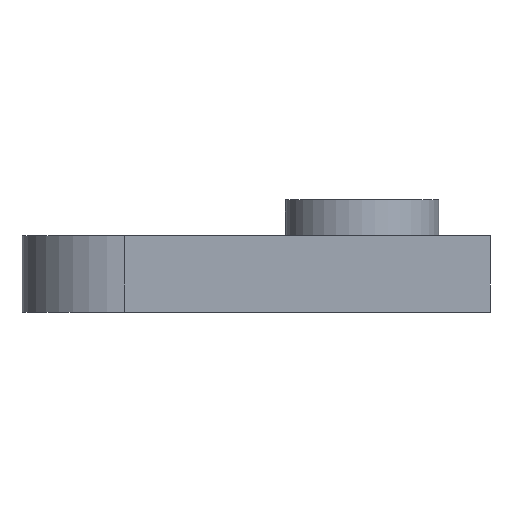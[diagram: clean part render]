
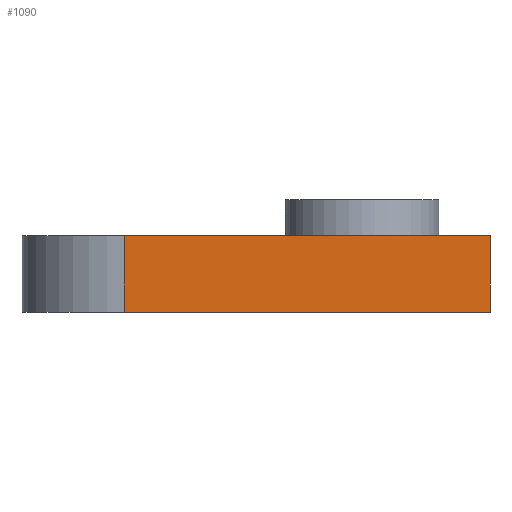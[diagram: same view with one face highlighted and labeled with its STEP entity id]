
A CAD part, front view. The second image highlights one B-rep face of the part: STEP entity #1090.
In plain terms, the highlighted planar face has unit normal (0, -1, 0).
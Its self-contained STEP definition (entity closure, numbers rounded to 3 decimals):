
#32 = PLANE('',#33);
#33 = AXIS2_PLACEMENT_3D('',#34,#35,#36);
#34 = CARTESIAN_POINT('',(0.,0.,15.));
#35 = DIRECTION('',(0.,0.,1.));
#36 = DIRECTION('',(1.,0.,0.));
#114 = VERTEX_POINT('',#115);
#115 = CARTESIAN_POINT('',(20.,0.,15.));
#130 = CYLINDRICAL_SURFACE('',#131,20.);
#131 = AXIS2_PLACEMENT_3D('',#132,#133,#134);
#132 = CARTESIAN_POINT('',(20.,20.,0.));
#133 = DIRECTION('',(0.,0.,1.));
#134 = DIRECTION('',(-1.,0.,0.));
#142 = EDGE_CURVE('',#114,#143,#145,.T.);
#143 = VERTEX_POINT('',#144);
#144 = CARTESIAN_POINT('',(91.5,0.,15.));
#145 = SURFACE_CURVE('',#146,(#150,#157),.PCURVE_S1.);
#146 = LINE('',#147,#148);
#147 = CARTESIAN_POINT('',(0.,0.,15.));
#148 = VECTOR('',#149,1.);
#149 = DIRECTION('',(1.,0.,0.));
#150 = PCURVE('',#32,#151);
#151 = DEFINITIONAL_REPRESENTATION('',(#152),#156);
#152 = LINE('',#153,#154);
#153 = CARTESIAN_POINT('',(0.,0.));
#154 = VECTOR('',#155,1.);
#155 = DIRECTION('',(1.,0.));
#156 = ( GEOMETRIC_REPRESENTATION_CONTEXT(2) 
PARAMETRIC_REPRESENTATION_CONTEXT() REPRESENTATION_CONTEXT('2D SPACE',''
  ) );
#157 = PCURVE('',#158,#163);
#158 = PLANE('',#159);
#159 = AXIS2_PLACEMENT_3D('',#160,#161,#162);
#160 = CARTESIAN_POINT('',(0.,0.,0.));
#161 = DIRECTION('',(0.,1.,0.));
#162 = DIRECTION('',(0.,0.,1.));
#163 = DEFINITIONAL_REPRESENTATION('',(#164),#168);
#164 = LINE('',#165,#166);
#165 = CARTESIAN_POINT('',(15.,0.));
#166 = VECTOR('',#167,1.);
#167 = DIRECTION('',(0.,1.));
#168 = ( GEOMETRIC_REPRESENTATION_CONTEXT(2) 
PARAMETRIC_REPRESENTATION_CONTEXT() REPRESENTATION_CONTEXT('2D SPACE',''
  ) );
#186 = PLANE('',#187);
#187 = AXIS2_PLACEMENT_3D('',#188,#189,#190);
#188 = CARTESIAN_POINT('',(91.5,0.,0.));
#189 = DIRECTION('',(1.,0.,0.));
#190 = DIRECTION('',(0.,0.,1.));
#739 = PLANE('',#740);
#740 = AXIS2_PLACEMENT_3D('',#741,#742,#743);
#741 = CARTESIAN_POINT('',(0.,0.,0.));
#742 = DIRECTION('',(0.,0.,1.));
#743 = DIRECTION('',(1.,0.,0.));
#996 = VERTEX_POINT('',#997);
#997 = CARTESIAN_POINT('',(20.,0.,0.));
#1019 = EDGE_CURVE('',#996,#114,#1020,.T.);
#1020 = SURFACE_CURVE('',#1021,(#1025,#1032),.PCURVE_S1.);
#1021 = LINE('',#1022,#1023);
#1022 = CARTESIAN_POINT('',(20.,0.,0.));
#1023 = VECTOR('',#1024,1.);
#1024 = DIRECTION('',(0.,0.,1.));
#1025 = PCURVE('',#130,#1026);
#1026 = DEFINITIONAL_REPRESENTATION('',(#1027),#1031);
#1027 = LINE('',#1028,#1029);
#1028 = CARTESIAN_POINT('',(1.571,0.));
#1029 = VECTOR('',#1030,1.);
#1030 = DIRECTION('',(0.,1.));
#1031 = ( GEOMETRIC_REPRESENTATION_CONTEXT(2) 
PARAMETRIC_REPRESENTATION_CONTEXT() REPRESENTATION_CONTEXT('2D SPACE',''
  ) );
#1032 = PCURVE('',#158,#1033);
#1033 = DEFINITIONAL_REPRESENTATION('',(#1034),#1038);
#1034 = LINE('',#1035,#1036);
#1035 = CARTESIAN_POINT('',(0.,20.));
#1036 = VECTOR('',#1037,1.);
#1037 = DIRECTION('',(1.,0.));
#1038 = ( GEOMETRIC_REPRESENTATION_CONTEXT(2) 
PARAMETRIC_REPRESENTATION_CONTEXT() REPRESENTATION_CONTEXT('2D SPACE',''
  ) );
#1090 = ADVANCED_FACE('',(#1091),#158,.F.);
#1091 = FACE_BOUND('',#1092,.F.);
#1092 = EDGE_LOOP('',(#1093,#1116,#1117,#1118));
#1093 = ORIENTED_EDGE('',*,*,#1094,.F.);
#1094 = EDGE_CURVE('',#996,#1095,#1097,.T.);
#1095 = VERTEX_POINT('',#1096);
#1096 = CARTESIAN_POINT('',(91.5,0.,0.));
#1097 = SURFACE_CURVE('',#1098,(#1102,#1109),.PCURVE_S1.);
#1098 = LINE('',#1099,#1100);
#1099 = CARTESIAN_POINT('',(0.,0.,0.));
#1100 = VECTOR('',#1101,1.);
#1101 = DIRECTION('',(1.,0.,0.));
#1102 = PCURVE('',#158,#1103);
#1103 = DEFINITIONAL_REPRESENTATION('',(#1104),#1108);
#1104 = LINE('',#1105,#1106);
#1105 = CARTESIAN_POINT('',(0.,0.));
#1106 = VECTOR('',#1107,1.);
#1107 = DIRECTION('',(0.,1.));
#1108 = ( GEOMETRIC_REPRESENTATION_CONTEXT(2) 
PARAMETRIC_REPRESENTATION_CONTEXT() REPRESENTATION_CONTEXT('2D SPACE',''
  ) );
#1109 = PCURVE('',#739,#1110);
#1110 = DEFINITIONAL_REPRESENTATION('',(#1111),#1115);
#1111 = LINE('',#1112,#1113);
#1112 = CARTESIAN_POINT('',(0.,0.));
#1113 = VECTOR('',#1114,1.);
#1114 = DIRECTION('',(1.,0.));
#1115 = ( GEOMETRIC_REPRESENTATION_CONTEXT(2) 
PARAMETRIC_REPRESENTATION_CONTEXT() REPRESENTATION_CONTEXT('2D SPACE',''
  ) );
#1116 = ORIENTED_EDGE('',*,*,#1019,.T.);
#1117 = ORIENTED_EDGE('',*,*,#142,.T.);
#1118 = ORIENTED_EDGE('',*,*,#1119,.F.);
#1119 = EDGE_CURVE('',#1095,#143,#1120,.T.);
#1120 = SURFACE_CURVE('',#1121,(#1125,#1132),.PCURVE_S1.);
#1121 = LINE('',#1122,#1123);
#1122 = CARTESIAN_POINT('',(91.5,0.,0.));
#1123 = VECTOR('',#1124,1.);
#1124 = DIRECTION('',(0.,0.,1.));
#1125 = PCURVE('',#158,#1126);
#1126 = DEFINITIONAL_REPRESENTATION('',(#1127),#1131);
#1127 = LINE('',#1128,#1129);
#1128 = CARTESIAN_POINT('',(0.,91.5));
#1129 = VECTOR('',#1130,1.);
#1130 = DIRECTION('',(1.,0.));
#1131 = ( GEOMETRIC_REPRESENTATION_CONTEXT(2) 
PARAMETRIC_REPRESENTATION_CONTEXT() REPRESENTATION_CONTEXT('2D SPACE',''
  ) );
#1132 = PCURVE('',#186,#1133);
#1133 = DEFINITIONAL_REPRESENTATION('',(#1134),#1138);
#1134 = LINE('',#1135,#1136);
#1135 = CARTESIAN_POINT('',(0.,0.));
#1136 = VECTOR('',#1137,1.);
#1137 = DIRECTION('',(1.,0.));
#1138 = ( GEOMETRIC_REPRESENTATION_CONTEXT(2) 
PARAMETRIC_REPRESENTATION_CONTEXT() REPRESENTATION_CONTEXT('2D SPACE',''
  ) );
